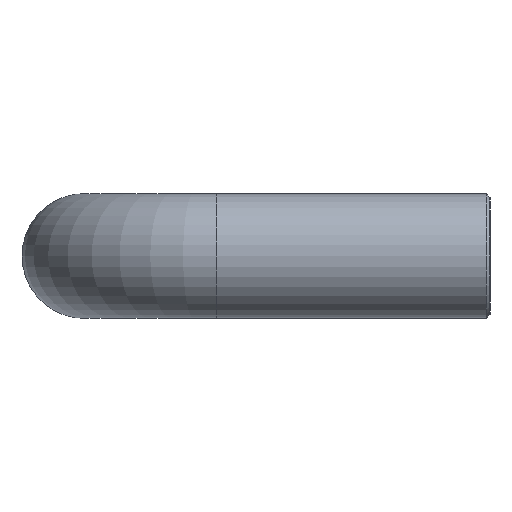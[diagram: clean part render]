
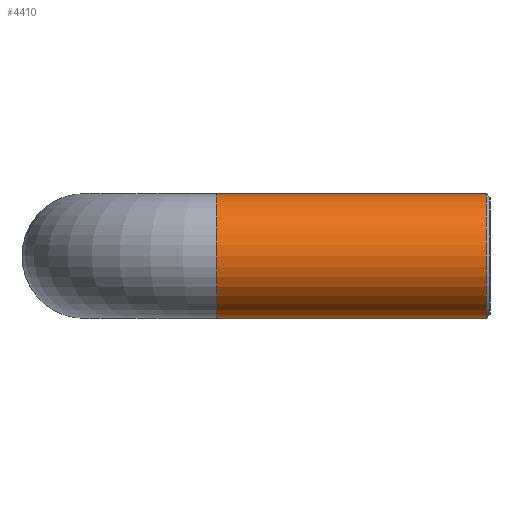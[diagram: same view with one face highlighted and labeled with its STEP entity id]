
A CAD part, left-side view. The second image highlights one B-rep face of the part: STEP entity #4410.
In plain terms, the highlighted cylindrical face has radius 4 mm (diameter 8 mm), a partial arc.
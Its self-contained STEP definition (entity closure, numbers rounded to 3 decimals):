
#670=CARTESIAN_POINT('',(-96.,17.5,4.));
#680=VERTEX_POINT('',#670);
#770=CARTESIAN_POINT('',(-96.,17.5,-4.));
#780=VERTEX_POINT('',#770);
#810=CARTESIAN_POINT('',(-96.,17.5,0.));
#820=DIRECTION('',(0.,-1.,-0.));
#830=DIRECTION('',(0.,0.,-1.));
#840=AXIS2_PLACEMENT_3D('',#810,#820,#830);
#850=CIRCLE('',#840,4.);
#970=EDGE_CURVE('',#680,#780,#850,.T.);
#3140=CARTESIAN_POINT('',(-96.,0.25,4.));
#3150=VERTEX_POINT('',#3140);
#3180=CARTESIAN_POINT('',(-96.,0.25,0.));
#3190=DIRECTION('',(0.,1.,0.));
#3200=DIRECTION('',(0.,0.,-1.));
#3210=AXIS2_PLACEMENT_3D('',#3180,#3190,#3200);
#3220=CIRCLE('',#3210,4.);
#3230=CARTESIAN_POINT('',(-96.,0.25,-4.));
#3240=VERTEX_POINT('',#3230);
#3420=EDGE_CURVE('',#3240,#3150,#3220,.T.);
#4130=CARTESIAN_POINT('',(-96.,17.5,4.));
#4140=DIRECTION('',(0.,1.,0.));
#4150=VECTOR('',#4140,1.);
#4160=LINE('',#4130,#4150);
#4170=EDGE_CURVE('',#3150,#680,#4160,.T.);
#4200=CARTESIAN_POINT('',(-96.,17.5,-4.));
#4210=DIRECTION('',(0.,1.,0.));
#4220=VECTOR('',#4210,1.);
#4230=LINE('',#4200,#4220);
#4240=EDGE_CURVE('',#3240,#780,#4230,.T.);
#4300=CARTESIAN_POINT('',(-96.,17.5,0.));
#4310=DIRECTION('',(0.,1.,0.));
#4320=DIRECTION('',(0.,0.,-1.));
#4330=AXIS2_PLACEMENT_3D('',#4300,#4310,#4320);
#4340=CYLINDRICAL_SURFACE('',#4330,4.);
#4350=ORIENTED_EDGE('',*,*,#970,.T.);
#4360=ORIENTED_EDGE('',*,*,#4170,.T.);
#4370=ORIENTED_EDGE('',*,*,#3420,.T.);
#4380=ORIENTED_EDGE('',*,*,#4240,.F.);
#4390=EDGE_LOOP('',(#4380,#4370,#4360,#4350));
#4400=FACE_OUTER_BOUND('',#4390,.T.);
#4410=ADVANCED_FACE('',(#4400),#4340,.T.);
